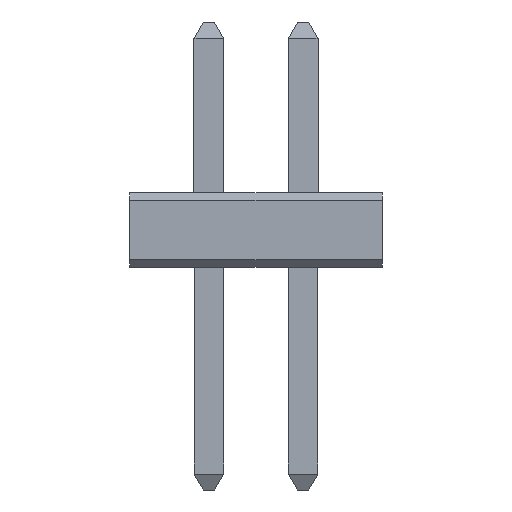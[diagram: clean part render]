
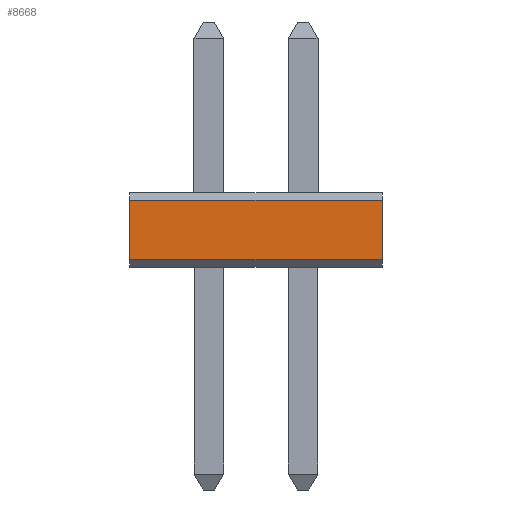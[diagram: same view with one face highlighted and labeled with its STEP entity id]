
A CAD part, front view. The second image highlights one B-rep face of the part: STEP entity #8668.
In plain terms, the highlighted planar face has unit normal (0, -1, 0).
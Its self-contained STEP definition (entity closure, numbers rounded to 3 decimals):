
#1299=DIRECTION('',(0.,0.,1.));
#1300=VECTOR('',#1299,0.8);
#1301=CARTESIAN_POINT('',(1.7,-9.525,0.1));
#1302=LINE('',#1301,#1300);
#4113=DIRECTION('',(-1.,0.,0.));
#4114=VECTOR('',#4113,3.4);
#4115=CARTESIAN_POINT('',(1.7,-9.525,0.1));
#4116=LINE('',#4115,#4114);
#4120=DIRECTION('',(0.,0.,1.));
#4121=VECTOR('',#4120,0.8);
#4122=CARTESIAN_POINT('',(-1.7,-9.525,0.1));
#4123=LINE('',#4122,#4121);
#4127=DIRECTION('',(1.,0.,0.));
#4128=VECTOR('',#4127,3.4);
#4129=CARTESIAN_POINT('',(-1.7,-9.525,0.9));
#4130=LINE('',#4129,#4128);
#4878=CARTESIAN_POINT('',(1.7,-9.525,0.9));
#4880=VERTEX_POINT('',#4878);
#4881=CARTESIAN_POINT('',(-1.7,-9.525,0.9));
#4882=VERTEX_POINT('',#4881);
#4886=CARTESIAN_POINT('',(-1.7,-9.525,0.1));
#4888=VERTEX_POINT('',#4886);
#4889=CARTESIAN_POINT('',(1.7,-9.525,0.1));
#4890=VERTEX_POINT('',#4889);
#8656=CARTESIAN_POINT('',(-1.7,-9.525,0.));
#8657=DIRECTION('',(0.,-1.,0.));
#8658=DIRECTION('',(1.,0.,0.));
#8659=AXIS2_PLACEMENT_3D('',#8656,#8657,#8658);
#8660=PLANE('',#8659);
#8662=ORIENTED_EDGE('',*,*,#8661,.T.);
#8663=ORIENTED_EDGE('',*,*,#5335,.T.);
#8664=ORIENTED_EDGE('',*,*,#8649,.T.);
#8665=ORIENTED_EDGE('',*,*,#5922,.F.);
#8666=EDGE_LOOP('',(#8662,#8663,#8664,#8665));
#8667=FACE_OUTER_BOUND('',#8666,.F.);
#5335=EDGE_CURVE('',#4888,#4882,#4123,.T.);
#5922=EDGE_CURVE('',#4890,#4880,#1302,.T.);
#8649=EDGE_CURVE('',#4882,#4880,#4130,.T.);
#8661=EDGE_CURVE('',#4890,#4888,#4116,.T.);
#8668=ADVANCED_FACE('',(#8667),#8660,.T.);
